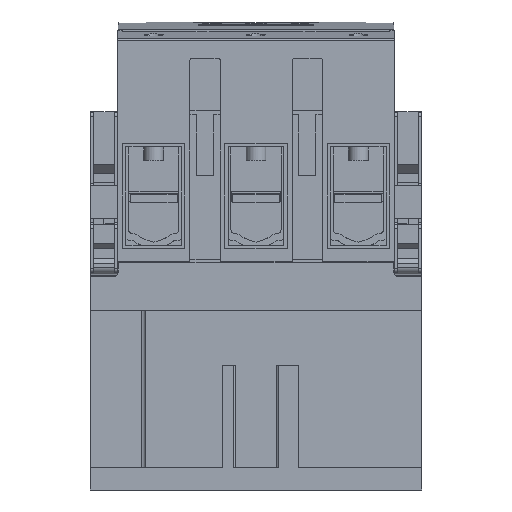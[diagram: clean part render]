
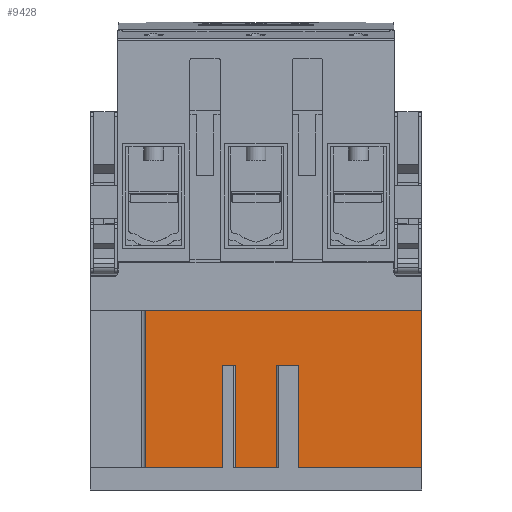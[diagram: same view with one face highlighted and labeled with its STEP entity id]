
A CAD part, front view. The second image highlights one B-rep face of the part: STEP entity #9428.
In plain terms, the highlighted planar face has unit normal (0, -1, 0).
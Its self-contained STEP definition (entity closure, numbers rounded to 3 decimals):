
#9428=ADVANCED_FACE('',(#19280),#19281,.T.);
#19280=FACE_OUTER_BOUND('',#29358,.T.);
#19281=PLANE('',#29359);
#29358=EDGE_LOOP('',(#60260,#60261,#60262,#60263,#60264,#60265,#60266,#60267,#60268,#60269,#60270,#60271));
#29359=AXIS2_PLACEMENT_3D('',#60272,#60273,#60274);
#60260=ORIENTED_EDGE('',*,*,#74157,.T.);
#60261=ORIENTED_EDGE('',*,*,#74155,.F.);
#60262=ORIENTED_EDGE('',*,*,#74094,.T.);
#60263=ORIENTED_EDGE('',*,*,#74033,.T.);
#60264=ORIENTED_EDGE('',*,*,#74163,.T.);
#60265=ORIENTED_EDGE('',*,*,#74172,.T.);
#60266=ORIENTED_EDGE('',*,*,#74184,.F.);
#60267=ORIENTED_EDGE('',*,*,#74254,.T.);
#60268=ORIENTED_EDGE('',*,*,#74216,.T.);
#60269=ORIENTED_EDGE('',*,*,#74241,.T.);
#60270=ORIENTED_EDGE('',*,*,#74177,.F.);
#60271=ORIENTED_EDGE('',*,*,#74175,.T.);
#60272=CARTESIAN_POINT('',(60.0,20.0,0.0));
#60273=DIRECTION('',(0.0,-1.0,0.0));
#60274=DIRECTION('',(0.0,0.0,1.0));
#74033=EDGE_CURVE('',#92715,#92712,#92716,.T.);
#74094=EDGE_CURVE('',#92807,#92715,#92808,.T.);
#74155=EDGE_CURVE('',#92807,#92897,#92899,.T.);
#74157=EDGE_CURVE('',#92901,#92897,#92902,.T.);
#74163=EDGE_CURVE('',#92712,#92909,#92911,.T.);
#74172=EDGE_CURVE('',#92909,#92922,#92924,.T.);
#74175=EDGE_CURVE('',#92926,#92901,#92928,.T.);
#74177=EDGE_CURVE('',#92926,#92930,#92931,.T.);
#74184=EDGE_CURVE('',#92939,#92922,#92941,.T.);
#74216=EDGE_CURVE('',#92974,#92972,#92975,.T.);
#74241=EDGE_CURVE('',#92972,#92930,#93005,.T.);
#74254=EDGE_CURVE('',#92939,#92974,#93020,.T.);
#92712=VERTEX_POINT('',#121798);
#92715=VERTEX_POINT('',#121801);
#92716=LINE('',#121802,#121803);
#92807=VERTEX_POINT('',#121924);
#92808=LINE('',#121925,#121926);
#92897=VERTEX_POINT('',#122044);
#92899=LINE('',#122046,#122047);
#92901=VERTEX_POINT('',#122049);
#92902=LINE('',#122050,#122051);
#92909=VERTEX_POINT('',#122061);
#92911=LINE('',#122064,#122065);
#92922=VERTEX_POINT('',#122081);
#92924=LINE('',#122084,#122085);
#92926=VERTEX_POINT('',#122087);
#92928=LINE('',#122090,#122091);
#92930=VERTEX_POINT('',#122093);
#92931=LINE('',#122094,#122095);
#92939=VERTEX_POINT('',#122105);
#92941=LINE('',#122108,#122109);
#92972=VERTEX_POINT('',#122152);
#92974=VERTEX_POINT('',#122155);
#92975=LINE('',#122156,#122157);
#93005=LINE('',#122199,#122200);
#93020=LINE('',#122221,#122222);
#121798=CARTESIAN_POINT('',(72.85,20.0,45.0));
#121801=CARTESIAN_POINT('',(72.85,20.0,8.0));
#121802=CARTESIAN_POINT('',(72.85,20.0,8.0));
#121803=VECTOR('',#137052,1.0);
#121924=CARTESIAN_POINT('',(50.15,20.0,8.0));
#121925=CARTESIAN_POINT('',(50.15,20.0,8.0));
#121926=VECTOR('',#137128,1.0);
#122044=CARTESIAN_POINT('',(50.15,20.0,45.0));
#122046=CARTESIAN_POINT('',(50.15,20.0,8.0));
#122047=VECTOR('',#137206,1.0);
#122049=CARTESIAN_POINT('',(47.75,20.0,45.0));
#122050=CARTESIAN_POINT('',(60.75,20.0,45.0));
#122051=VECTOR('',#137207,1.0);
#122061=CARTESIAN_POINT('',(75.25,20.0,45.0));
#122064=CARTESIAN_POINT('',(60.75,20.0,45.0));
#122065=VECTOR('',#137212,1.0);
#122081=CARTESIAN_POINT('',(75.25,20.0,8.0));
#122084=CARTESIAN_POINT('',(75.25,20.0,0.0));
#122085=VECTOR('',#137219,1.0);
#122087=CARTESIAN_POINT('',(47.75,20.0,8.0));
#122090=CARTESIAN_POINT('',(47.75,20.0,0.0));
#122091=VECTOR('',#137221,1.0);
#122093=CARTESIAN_POINT('',(20.1,20.0,8.0));
#122094=CARTESIAN_POINT('',(60.0,20.0,8.0));
#122095=VECTOR('',#137222,1.0);
#122105=CARTESIAN_POINT('',(120.0,20.0,8.0));
#122108=CARTESIAN_POINT('',(60.0,20.0,8.0));
#122109=VECTOR('',#137232,1.0);
#122152=CARTESIAN_POINT('',(20.1,20.0,64.8));
#122155=CARTESIAN_POINT('',(120.0,20.0,64.8));
#122156=CARTESIAN_POINT('',(30.0,20.0,64.8));
#122157=VECTOR('',#137249,1.0);
#122199=CARTESIAN_POINT('',(20.1,20.0,4.0));
#122200=VECTOR('',#137268,1.0);
#122221=CARTESIAN_POINT('',(120.0,20.0,0.0));
#122222=VECTOR('',#137275,1.0);
#137052=DIRECTION('',(0.0,0.0,1.0));
#137128=DIRECTION('',(1.0,0.0,0.0));
#137206=DIRECTION('',(0.0,0.0,1.0));
#137207=DIRECTION('',(1.0,0.0,0.0));
#137212=DIRECTION('',(1.0,0.0,0.0));
#137219=DIRECTION('',(0.0,0.0,-1.0));
#137221=DIRECTION('',(0.0,-0.0,1.0));
#137222=DIRECTION('',(-1.0,-0.0,0.0));
#137232=DIRECTION('',(-1.0,-0.0,0.0));
#137249=DIRECTION('',(-1.0,0.0,0.0));
#137268=DIRECTION('',(0.0,0.0,-1.0));
#137275=DIRECTION('',(0.0,0.0,1.0));
